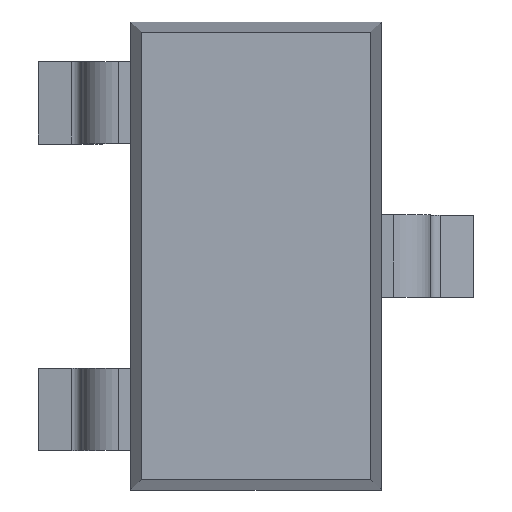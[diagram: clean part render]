
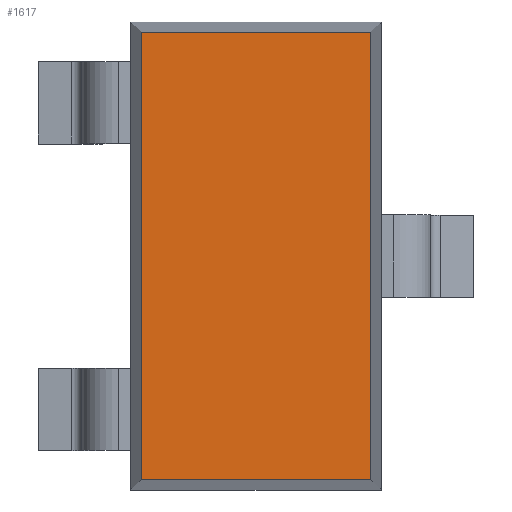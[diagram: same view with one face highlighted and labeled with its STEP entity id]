
A CAD part, top view. The second image highlights one B-rep face of the part: STEP entity #1617.
In plain terms, the highlighted planar face has unit normal (0, 0, 1).
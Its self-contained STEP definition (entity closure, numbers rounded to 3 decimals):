
#1432=CARTESIAN_POINT('',(0.711,-1.386,1.4));
#1433=VERTEX_POINT('',#1432);
#1434=CARTESIAN_POINT('',(-0.711,-1.386,1.4));
#1435=VERTEX_POINT('',#1434);
#1436=CARTESIAN_POINT('',(-0.711,-1.386,1.4));
#1437=DIRECTION('',(1.0,0.0,0.0));
#1438=VECTOR('',#1437,1.422);
#1439=LINE('',#1436,#1438);
#1440=EDGE_CURVE('',#1433,#1435,#1439,.F.);
#1472=CARTESIAN_POINT('',(-0.711,1.386,1.4));
#1473=VERTEX_POINT('',#1472);
#1474=CARTESIAN_POINT('',(-0.711,1.386,1.4));
#1475=DIRECTION('',(0.0,-1.0,0.0));
#1476=VECTOR('',#1475,2.772);
#1477=LINE('',#1474,#1476);
#1478=EDGE_CURVE('',#1435,#1473,#1477,.F.);
#1503=CARTESIAN_POINT('',(0.711,1.386,1.4));
#1504=VERTEX_POINT('',#1503);
#1505=CARTESIAN_POINT('',(0.711,1.386,1.4));
#1506=DIRECTION('',(-1.0,0.0,0.0));
#1507=VECTOR('',#1506,1.422);
#1508=LINE('',#1505,#1507);
#1509=EDGE_CURVE('',#1473,#1504,#1508,.F.);
#1534=CARTESIAN_POINT('',(0.711,-1.386,1.4));
#1535=DIRECTION('',(0.0,1.0,0.0));
#1536=VECTOR('',#1535,2.772);
#1537=LINE('',#1534,#1536);
#1538=EDGE_CURVE('',#1504,#1433,#1537,.F.);
#1606=CARTESIAN_POINT('',(0.,0.0,1.4));
#1607=DIRECTION('',(0.0,0.0,1.0));
#1608=DIRECTION('',(1.0,0.0,0.0));
#1609=AXIS2_PLACEMENT_3D('',#1606,#1607,#1608);
#1610=PLANE('',#1609);
#1611=ORIENTED_EDGE('',*,*,#1440,.F.);
#1612=ORIENTED_EDGE('',*,*,#1538,.F.);
#1613=ORIENTED_EDGE('',*,*,#1509,.F.);
#1614=ORIENTED_EDGE('',*,*,#1478,.F.);
#1615=EDGE_LOOP('',(#1611,#1612,#1613,#1614));
#1616=FACE_OUTER_BOUND('',#1615,.T.);
#1617=ADVANCED_FACE('',(#1616),#1610,.T.);
